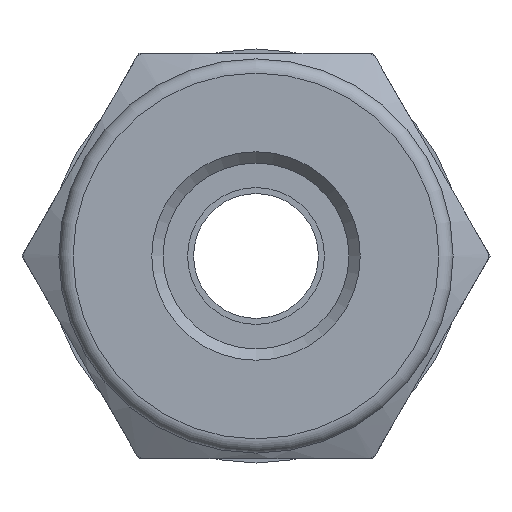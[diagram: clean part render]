
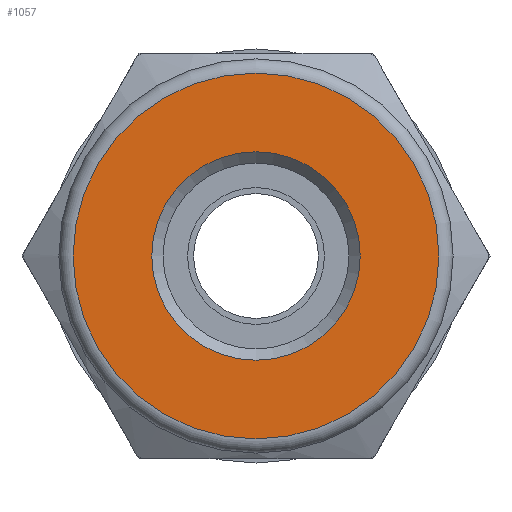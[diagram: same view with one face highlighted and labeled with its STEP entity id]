
A CAD part, left-side view. The second image highlights one B-rep face of the part: STEP entity #1057.
In plain terms, the highlighted planar face has unit normal (-1, 0, 0).
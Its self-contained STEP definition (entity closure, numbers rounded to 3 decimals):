
#20=FACE_BOUND('',#236,.T.);
#77=CIRCLE('',#1175,3.675);
#78=CIRCLE('',#1177,6.45);
#165=FACE_OUTER_BOUND('',#235,.T.);
#235=EDGE_LOOP('',(#805));
#236=EDGE_LOOP('',(#806));
#474=VERTEX_POINT('',#1744);
#475=VERTEX_POINT('',#1748);
#599=EDGE_CURVE('',#474,#474,#77,.T.);
#600=EDGE_CURVE('',#475,#475,#78,.T.);
#805=ORIENTED_EDGE('',*,*,#600,.F.);
#806=ORIENTED_EDGE('',*,*,#599,.T.);
#1017=PLANE('',#1176);
#1057=ADVANCED_FACE('',(#165,#20),#1017,.T.);
#1175=AXIS2_PLACEMENT_3D('',#1746,#1394,#1395);
#1176=AXIS2_PLACEMENT_3D('',#1747,#1396,#1397);
#1177=AXIS2_PLACEMENT_3D('',#1749,#1398,#1399);
#1394=DIRECTION('center_axis',(1.,0.,0.));
#1395=DIRECTION('ref_axis',(0.,0.,-1.));
#1396=DIRECTION('center_axis',(-1.,0.,0.));
#1397=DIRECTION('ref_axis',(0.,0.,1.));
#1398=DIRECTION('center_axis',(1.,0.,0.));
#1399=DIRECTION('ref_axis',(0.,0.,-1.));
#1744=CARTESIAN_POINT('',(0.005,-3.675,0.));
#1746=CARTESIAN_POINT('Origin',(0.005,0.,
0.));
#1747=CARTESIAN_POINT('Origin',(0.005,6.45,0.));
#1748=CARTESIAN_POINT('',(0.005,0.,6.45));
#1749=CARTESIAN_POINT('Origin',(0.005,0.,
0.));
